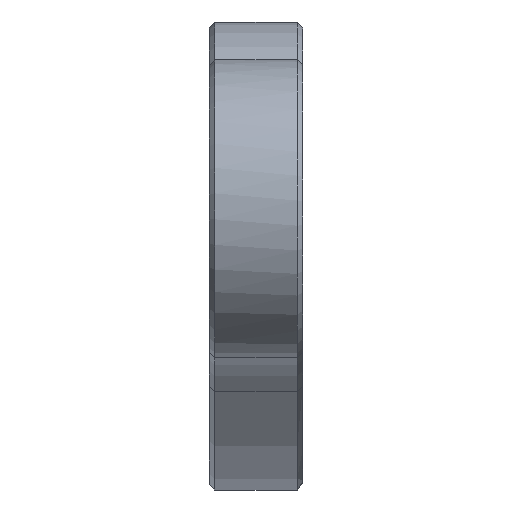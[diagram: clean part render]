
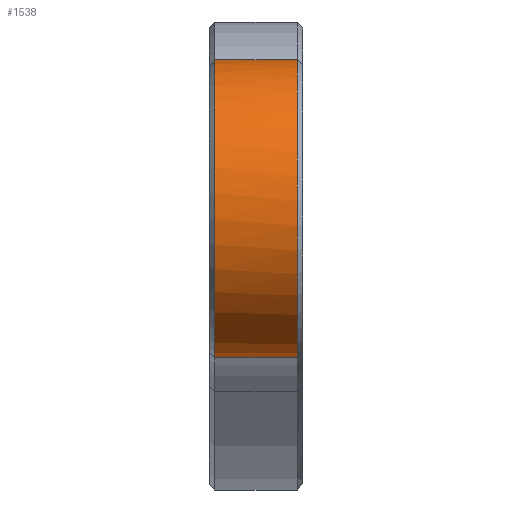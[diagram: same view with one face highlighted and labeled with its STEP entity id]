
A CAD part, left-side view. The second image highlights one B-rep face of the part: STEP entity #1538.
In plain terms, the highlighted cylindrical face has radius 8 mm (diameter 16 mm), a partial arc.
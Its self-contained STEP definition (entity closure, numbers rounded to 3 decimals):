
#230 = EDGE_LOOP ( 'NONE', ( #5193, #877, #4039, #1849, #2169 ) ) ;
#234 = CARTESIAN_POINT ( 'NONE',  ( 5.682, 2.2, 5.632 ) ) ;
#697 = VECTOR ( 'NONE', #6387, 1000. ) ;
#757 = CIRCLE ( 'NONE', #1260, 8. ) ;
#803 = DIRECTION ( 'NONE',  ( 0., 1., 0. ) ) ;
#877 = ORIENTED_EDGE ( 'NONE', *, *, #2091, .T. ) ;
#1027 = EDGE_CURVE ( 'NONE', #6150, #1770, #7339, .T. ) ;
#1260 = AXIS2_PLACEMENT_3D ( 'NONE', #5040, #803, #1397 ) ;
#1397 = DIRECTION ( 'NONE',  ( 0., 0., 1. ) ) ;
#1514 = AXIS2_PLACEMENT_3D ( 'NONE', #7607, #3360, #6975 ) ;
#1538 = ADVANCED_FACE ( 'NONE', ( #6936 ), #6892, .T. ) ;
#1770 = VERTEX_POINT ( 'NONE', #4389 ) ;
#1849 = ORIENTED_EDGE ( 'NONE', *, *, #1027, .F. ) ;
#1930 = CIRCLE ( 'NONE', #6708, 8. ) ;
#1972 = CARTESIAN_POINT ( 'NONE',  ( -0.922, -2.2, -7.947 ) ) ;
#2091 = EDGE_CURVE ( 'NONE', #4198, #7118, #757, .T. ) ;
#2103 = CARTESIAN_POINT ( 'NONE',  ( 5.682, 2.5, 5.632 ) ) ;
#2164 = VERTEX_POINT ( 'NONE', #5986 ) ;
#2169 = ORIENTED_EDGE ( 'NONE', *, *, #6534, .T. ) ;
#2775 = VECTOR ( 'NONE', #4933, 1000. ) ;
#3360 = DIRECTION ( 'NONE',  ( 0., -1., 0. ) ) ;
#3424 = DIRECTION ( 'NONE',  ( 0., 1., 0. ) ) ;
#3918 = EDGE_CURVE ( 'NONE', #7118, #1770, #7679, .T. ) ;
#4039 = ORIENTED_EDGE ( 'NONE', *, *, #3918, .T. ) ;
#4198 = VERTEX_POINT ( 'NONE', #1972 ) ;
#4277 = AXIS2_PLACEMENT_3D ( 'NONE', #7594, #3424, #4605 ) ;
#4389 = CARTESIAN_POINT ( 'NONE',  ( 5.682, -2.2, 5.632 ) ) ;
#4493 = EDGE_CURVE ( 'NONE', #2164, #4198, #7604, .T. ) ;
#4605 = DIRECTION ( 'NONE',  ( 0., 0., 1. ) ) ;
#4933 = DIRECTION ( 'NONE',  ( 0., -1., 0. ) ) ;
#4952 = DIRECTION ( 'NONE',  ( 0., -1., 0. ) ) ;
#5040 = CARTESIAN_POINT ( 'NONE',  ( 0., -2.2, 0. ) ) ;
#5193 = ORIENTED_EDGE ( 'NONE', *, *, #4493, .T. ) ;
#5615 = DIRECTION ( 'NONE',  ( 0., 0., 1. ) ) ;
#5986 = CARTESIAN_POINT ( 'NONE',  ( -0.922, 2.2, -7.947 ) ) ;
#6141 = CARTESIAN_POINT ( 'NONE',  ( 0., 2.2, 0. ) ) ;
#6150 = VERTEX_POINT ( 'NONE', #234 ) ;
#6387 = DIRECTION ( 'NONE',  ( 0., -1., 0. ) ) ;
#6534 = EDGE_CURVE ( 'NONE', #6150, #2164, #1930, .T. ) ;
#6708 = AXIS2_PLACEMENT_3D ( 'NONE', #6141, #4952, #5615 ) ;
#6892 = CYLINDRICAL_SURFACE ( 'NONE', #1514, 8. ) ;
#6936 = FACE_OUTER_BOUND ( 'NONE', #230, .T. ) ;
#6975 = DIRECTION ( 'NONE',  ( 0., 0., -1. ) ) ;
#7012 = CARTESIAN_POINT ( 'NONE',  ( -0.922, 2.5, -7.947 ) ) ;
#7118 = VERTEX_POINT ( 'NONE', #7246 ) ;
#7246 = CARTESIAN_POINT ( 'NONE',  ( 0., -2.2, 8. ) ) ;
#7339 = LINE ( 'NONE', #2103, #2775 ) ;
#7594 = CARTESIAN_POINT ( 'NONE',  ( 0., -2.2, 0. ) ) ;
#7604 = LINE ( 'NONE', #7012, #697 ) ;
#7607 = CARTESIAN_POINT ( 'NONE',  ( 0., 2.5, 0. ) ) ;
#7679 = CIRCLE ( 'NONE', #4277, 8. ) ;
